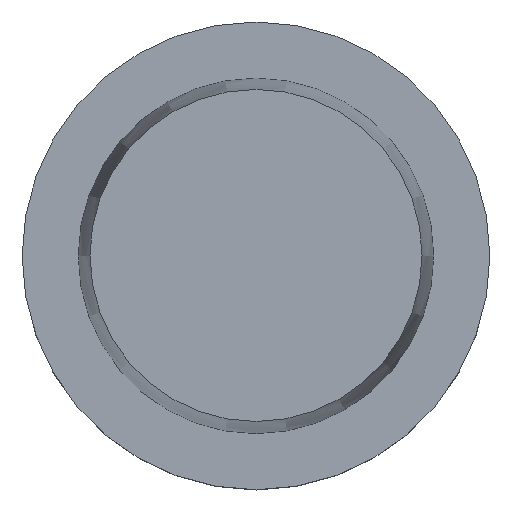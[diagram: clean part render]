
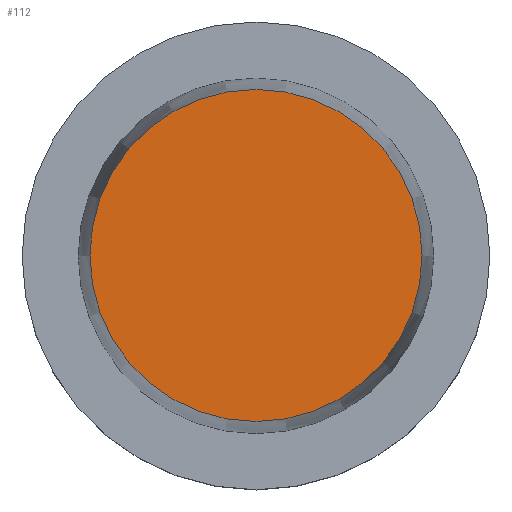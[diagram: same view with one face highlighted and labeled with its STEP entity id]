
A CAD part, top view. The second image highlights one B-rep face of the part: STEP entity #112.
In plain terms, the highlighted planar face has unit normal (0, 0, 1).
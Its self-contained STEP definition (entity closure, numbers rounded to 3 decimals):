
#48=PLANE('',#359);
#112=ADVANCED_FACE('',(#123),#48,.T.);
#123=FACE_OUTER_BOUND('',#151,.T.);
#151=EDGE_LOOP('',(#204));
#204=ORIENTED_EDGE('',*,*,#269,.T.);
#237=VERTEX_POINT('',#524);
#269=EDGE_CURVE('',#237,#237,#295,.T.);
#295=CIRCLE('',#358,35.496);
#358=AXIS2_PLACEMENT_3D('',#523,#447,#448);
#359=AXIS2_PLACEMENT_3D('',#525,#449,#450);
#447=DIRECTION('',(0.,0.,1.));
#448=DIRECTION('',(1.,0.,0.));
#449=DIRECTION('',(0.,0.,1.));
#450=DIRECTION('',(1.,0.,0.));
#523=CARTESIAN_POINT('',(0.,0.,50.));
#524=CARTESIAN_POINT('',(35.496,0.,50.));
#525=CARTESIAN_POINT('',(0.,0.,50.));
